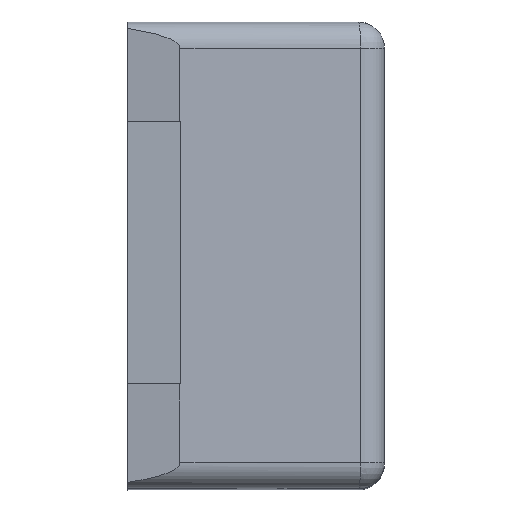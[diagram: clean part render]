
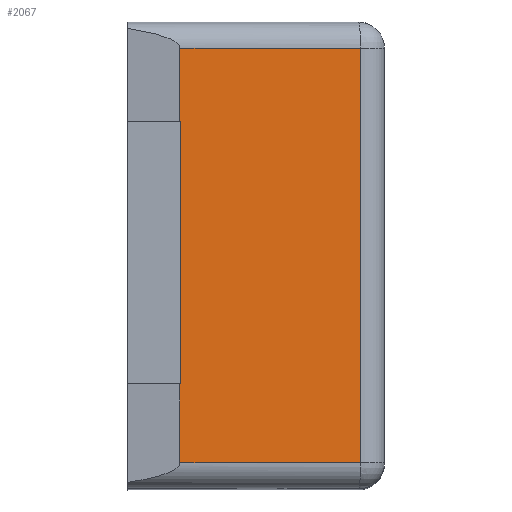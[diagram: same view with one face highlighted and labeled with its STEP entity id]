
A CAD part, top view. The second image highlights one B-rep face of the part: STEP entity #2067.
In plain terms, the highlighted planar face has unit normal (0.087, 0, 0.996).
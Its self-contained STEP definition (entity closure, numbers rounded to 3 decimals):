
#444=ORIENTED_EDGE('',*,*,#824,.T.);
#445=ORIENTED_EDGE('',*,*,#823,.T.);
#446=ORIENTED_EDGE('',*,*,#825,.T.);
#447=ORIENTED_EDGE('',*,*,#922,.T.);
#448=ORIENTED_EDGE('',*,*,#923,.F.);
#449=ORIENTED_EDGE('',*,*,#924,.T.);
#450=ORIENTED_EDGE('',*,*,#920,.T.);
#451=ORIENTED_EDGE('',*,*,#819,.T.);
#819=EDGE_CURVE('',#1109,#1110,#1313,.T.);
#823=EDGE_CURVE('',#1111,#1113,#1317,.T.);
#824=EDGE_CURVE('',#1110,#1111,#1318,.T.);
#825=EDGE_CURVE('',#1113,#1114,#1319,.T.);
#920=EDGE_CURVE('',#1179,#1109,#1387,.T.);
#922=EDGE_CURVE('',#1114,#1180,#1388,.T.);
#923=EDGE_CURVE('',#1181,#1180,#1389,.T.);
#924=EDGE_CURVE('',#1181,#1179,#1390,.F.);
#1109=VERTEX_POINT('',#3074);
#1110=VERTEX_POINT('',#3077);
#1111=VERTEX_POINT('',#3081);
#1113=VERTEX_POINT('',#3085);
#1114=VERTEX_POINT('',#3091);
#1179=VERTEX_POINT('',#3287);
#1180=VERTEX_POINT('',#3291);
#1181=VERTEX_POINT('',#3293);
#1313=LINE('',#3078,#1535);
#1317=LINE('',#3086,#1539);
#1318=LINE('',#3088,#1540);
#1319=LINE('',#3090,#1541);
#1387=LINE('',#3286,#1609);
#1388=LINE('',#3290,#1610);
#1389=LINE('',#3292,#1611);
#1390=LINE('',#3294,#1612);
#1535=VECTOR('',#2458,1000.);
#1539=VECTOR('',#2464,1000.);
#1540=VECTOR('',#2467,1000.);
#1541=VECTOR('',#2470,1000.);
#1609=VECTOR('',#2648,1000.);
#1610=VECTOR('',#2653,1000.);
#1611=VECTOR('',#2654,1000.);
#1612=VECTOR('',#2655,1000.);
#1769=EDGE_LOOP('',(#444,#445,#446,#447,#448,#449,#450,#451));
#1881=FACE_BOUND('',#1769,.T.);
#1980=PLANE('',#2255);
#2067=ADVANCED_FACE('',(#1881),#1980,.F.);
#2255=AXIS2_PLACEMENT_3D('',#3289,#2651,#2652);
#2458=DIRECTION('',(0.996,0.,-0.087));
#2464=DIRECTION('',(-0.996,0.,0.087));
#2467=DIRECTION('',(0.,-1.,0.));
#2470=DIRECTION('',(0.,-1.,0.));
#2648=DIRECTION('',(0.,-1.,0.));
#2651=DIRECTION('',(-0.087,0.,-0.996));
#2652=DIRECTION('',(-0.996,0.,0.087));
#2653=DIRECTION('',(0.996,0.,-0.087));
#2654=DIRECTION('',(0.,-1.,0.));
#2655=DIRECTION('',(0.996,0.,-0.087));
#3074=CARTESIAN_POINT('',(-0.29,1.4,1.4));
#3077=CARTESIAN_POINT('',(-0.287,1.4,1.4));
#3078=CARTESIAN_POINT('',(-0.29,1.4,1.4));
#3081=CARTESIAN_POINT('',(-0.287,0.4,1.4));
#3085=CARTESIAN_POINT('',(-0.29,0.4,1.4));
#3086=CARTESIAN_POINT('',(-0.29,0.4,1.4));
#3088=CARTESIAN_POINT('',(-0.287,1.78,1.4));
#3090=CARTESIAN_POINT('',(-0.29,1.78,1.4));
#3091=CARTESIAN_POINT('',(-0.29,0.1,1.4));
#3286=CARTESIAN_POINT('',(-0.29,1.78,1.4));
#3287=CARTESIAN_POINT('',(-0.29,1.68,1.4));
#3289=CARTESIAN_POINT('',(-0.29,1.78,1.4));
#3290=CARTESIAN_POINT('',(-0.29,0.1,1.4));
#3291=CARTESIAN_POINT('',(0.399,0.1,1.34));
#3292=CARTESIAN_POINT('',(0.399,1.78,1.34));
#3293=CARTESIAN_POINT('',(0.399,1.68,1.34));
#3294=CARTESIAN_POINT('',(-0.29,1.68,1.4));
